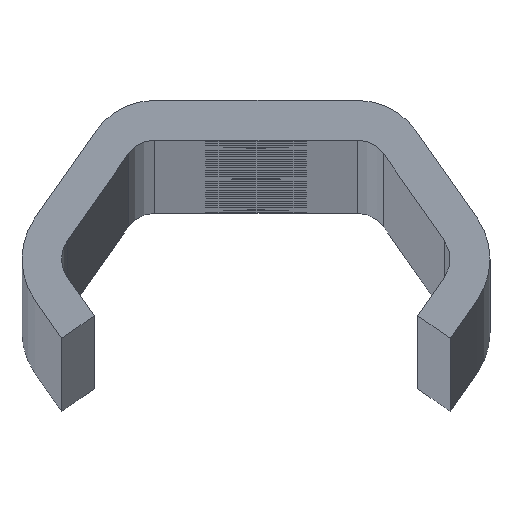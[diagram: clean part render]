
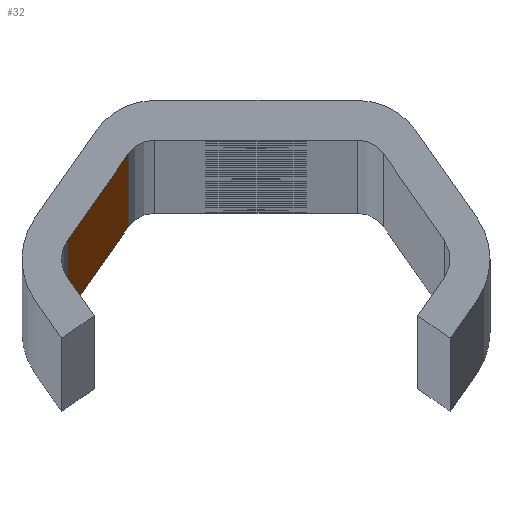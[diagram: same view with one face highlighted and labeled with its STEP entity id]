
A CAD part, top view. The second image highlights one B-rep face of the part: STEP entity #32.
In plain terms, the highlighted planar face has unit normal (0.819, -0.574, 0).
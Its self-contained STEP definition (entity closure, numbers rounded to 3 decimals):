
#32 = ADVANCED_FACE ( 'NONE', ( #3387 ), #2857, .F. ) ;
#373 = DIRECTION ( 'NONE',  ( -0.819, 0.574, 0. ) ) ;
#637 = LINE ( 'NONE', #4262, #3693 ) ;
#1057 = LINE ( 'NONE', #6207, #4503 ) ;
#1312 = VERTEX_POINT ( 'NONE', #4732 ) ;
#1373 = VERTEX_POINT ( 'NONE', #3385 ) ;
#1374 = DIRECTION ( 'NONE',  ( 0., 0., -1. ) ) ;
#1731 = EDGE_CURVE ( 'NONE', #1312, #2810, #637, .T. ) ;
#1801 = DIRECTION ( 'NONE',  ( 0.574, 0.819, 0. ) ) ;
#1924 = EDGE_LOOP ( 'NONE', ( #2761, #3729, #4413, #2995 ) ) ;
#2168 = DIRECTION ( 'NONE',  ( 0., 0., -1. ) ) ;
#2182 = DIRECTION ( 'NONE',  ( 0.574, 0.819, 0. ) ) ;
#2269 = VECTOR ( 'NONE', #1801, 1000. ) ;
#2297 = LINE ( 'NONE', #5962, #2269 ) ;
#2371 = EDGE_CURVE ( 'NONE', #2810, #1373, #6473, .T. ) ;
#2761 = ORIENTED_EDGE ( 'NONE', *, *, #4645, .T. ) ;
#2810 = VERTEX_POINT ( 'NONE', #5563 ) ;
#2857 = PLANE ( 'NONE',  #6479 ) ;
#2995 = ORIENTED_EDGE ( 'NONE', *, *, #3841, .T. ) ;
#3385 = CARTESIAN_POINT ( 'NONE',  ( -8.052, 6.635, -1320. ) ) ;
#3387 = FACE_OUTER_BOUND ( 'NONE', #1924, .T. ) ;
#3693 = VECTOR ( 'NONE', #2182, 1000. ) ;
#3729 = ORIENTED_EDGE ( 'NONE', *, *, #2371, .F. ) ;
#3841 = EDGE_CURVE ( 'NONE', #1312, #5339, #1057, .T. ) ;
#4262 = CARTESIAN_POINT ( 'NONE',  ( -11.883, 1.163, 1320. ) ) ;
#4413 = ORIENTED_EDGE ( 'NONE', *, *, #1731, .F. ) ;
#4503 = VECTOR ( 'NONE', #2168, 1000. ) ;
#4645 = EDGE_CURVE ( 'NONE', #5339, #1373, #2297, .T. ) ;
#4732 = CARTESIAN_POINT ( 'NONE',  ( -11.883, 1.163, 1320. ) ) ;
#4834 = DIRECTION ( 'NONE',  ( -0.574, -0.819, 0. ) ) ;
#5254 = VECTOR ( 'NONE', #1374, 1000. ) ;
#5339 = VERTEX_POINT ( 'NONE', #6322 ) ;
#5563 = CARTESIAN_POINT ( 'NONE',  ( -8.052, 6.635, 1320. ) ) ;
#5807 = CARTESIAN_POINT ( 'NONE',  ( -8.052, 6.635, 1320. ) ) ;
#5962 = CARTESIAN_POINT ( 'NONE',  ( -11.883, 1.163, -1320. ) ) ;
#6207 = CARTESIAN_POINT ( 'NONE',  ( -11.883, 1.163, 1320. ) ) ;
#6322 = CARTESIAN_POINT ( 'NONE',  ( -11.883, 1.163, -1320. ) ) ;
#6433 = CARTESIAN_POINT ( 'NONE',  ( -11.883, 1.163, 1320. ) ) ;
#6473 = LINE ( 'NONE', #5807, #5254 ) ;
#6479 = AXIS2_PLACEMENT_3D ( 'NONE', #6433, #373, #4834 ) ;
